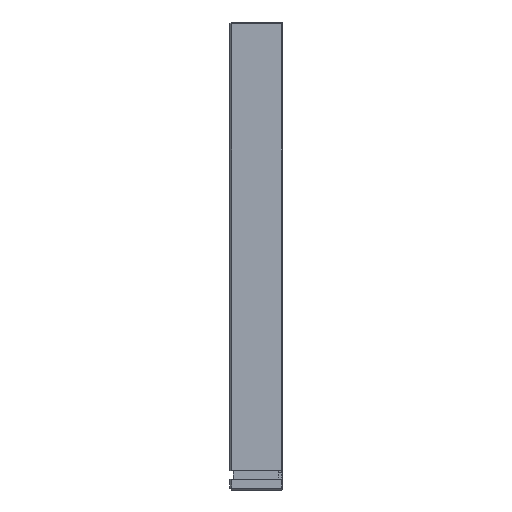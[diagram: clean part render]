
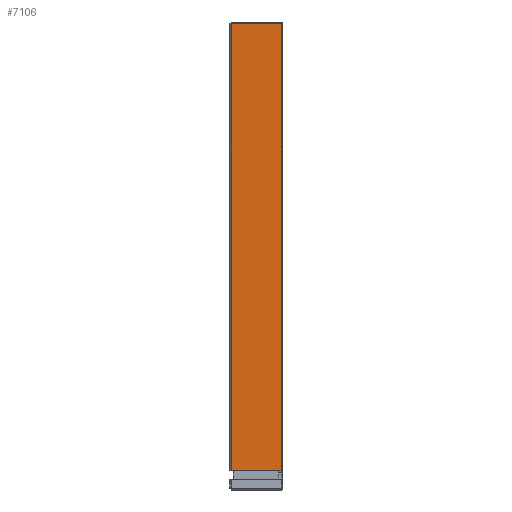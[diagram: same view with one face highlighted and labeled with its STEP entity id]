
A CAD part, left-side view. The second image highlights one B-rep face of the part: STEP entity #7106.
In plain terms, the highlighted planar face has unit normal (-1, 0, 0).
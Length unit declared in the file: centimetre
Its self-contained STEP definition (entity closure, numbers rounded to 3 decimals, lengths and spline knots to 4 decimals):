
#112 = FACE_OUTER_BOUND ( 'NONE', #7841, .T. ) ;
#537 = DIRECTION ( 'NONE',  ( 0., 0., -1. ) ) ;
#807 = EDGE_CURVE ( 'NONE', #9047, #2476, #2212, .T. ) ;
#1357 = ORIENTED_EDGE ( 'NONE', *, *, #8431, .T. ) ;
#1479 = VERTEX_POINT ( 'NONE', #2700 ) ;
#1867 = LINE ( 'NONE', #4808, #8543 ) ;
#2203 = DIRECTION ( 'NONE',  ( 0., 1., 0. ) ) ;
#2212 = LINE ( 'NONE', #3844, #8877 ) ;
#2418 = DIRECTION ( 'NONE',  ( 0., 0., -1. ) ) ;
#2476 = VERTEX_POINT ( 'NONE', #4426 ) ;
#2579 = CARTESIAN_POINT ( 'NONE',  ( 0., 1.43, -12.72 ) ) ;
#2647 = ORIENTED_EDGE ( 'NONE', *, *, #807, .T. ) ;
#2700 = CARTESIAN_POINT ( 'NONE',  ( 0., 1.43, -0.05 ) ) ;
#2730 = ORIENTED_EDGE ( 'NONE', *, *, #3886, .F. ) ;
#2967 = CARTESIAN_POINT ( 'NONE',  ( 0., 1.38, -12.72 ) ) ;
#3048 = PLANE ( 'NONE',  #4533 ) ;
#3054 = VECTOR ( 'NONE', #2203, 100. ) ;
#3566 = ORIENTED_EDGE ( 'NONE', *, *, #6427, .T. ) ;
#3844 = CARTESIAN_POINT ( 'NONE',  ( 0., 0.01, -0.05 ) ) ;
#3886 = EDGE_CURVE ( 'NONE', #9047, #5143, #8815, .T. ) ;
#4105 = LINE ( 'NONE', #7775, #8451 ) ;
#4426 = CARTESIAN_POINT ( 'NONE',  ( 0., 0.01, -0.05 ) ) ;
#4533 = AXIS2_PLACEMENT_3D ( 'NONE', #6821, #6011, #2418 ) ;
#4808 = CARTESIAN_POINT ( 'NONE',  ( 0., 1.48, -0.05 ) ) ;
#5143 = VERTEX_POINT ( 'NONE', #2579 ) ;
#5440 = CARTESIAN_POINT ( 'NONE',  ( 0., 0.01, -12.72 ) ) ;
#6011 = DIRECTION ( 'NONE',  ( 1., 0., 0. ) ) ;
#6427 = EDGE_CURVE ( 'NONE', #2476, #1479, #1867, .T. ) ;
#6821 = CARTESIAN_POINT ( 'NONE',  ( 0., 1.48, 0. ) ) ;
#7079 = DIRECTION ( 'NONE',  ( 0., 1., 0. ) ) ;
#7106 = ADVANCED_FACE ( 'NONE', ( #112 ), #3048, .F. ) ;
#7775 = CARTESIAN_POINT ( 'NONE',  ( 0., 1.43, 0. ) ) ;
#7841 = EDGE_LOOP ( 'NONE', ( #2730, #2647, #3566, #1357 ) ) ;
#8431 = EDGE_CURVE ( 'NONE', #1479, #5143, #4105, .T. ) ;
#8451 = VECTOR ( 'NONE', #537, 100. ) ;
#8543 = VECTOR ( 'NONE', #7079, 100. ) ;
#8681 = DIRECTION ( 'NONE',  ( 0., 0., 1. ) ) ;
#8815 = LINE ( 'NONE', #2967, #3054 ) ;
#8877 = VECTOR ( 'NONE', #8681, 100. ) ;
#9047 = VERTEX_POINT ( 'NONE', #5440 ) ;
